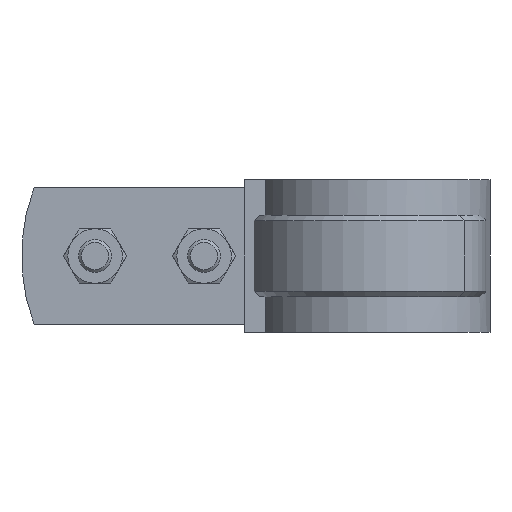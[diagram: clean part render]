
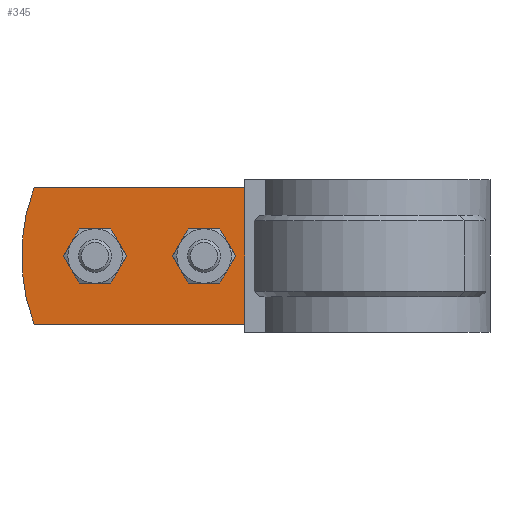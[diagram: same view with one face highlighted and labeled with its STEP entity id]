
A CAD part, left-side view. The second image highlights one B-rep face of the part: STEP entity #345.
In plain terms, the highlighted planar face has unit normal (-1, 0, 0).
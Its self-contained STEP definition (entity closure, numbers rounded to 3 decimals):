
#345 = ADVANCED_FACE( '', ( #571, #572, #573 ), #574, .F. );
#571 = FACE_BOUND( '', #1177, .T. );
#572 = FACE_BOUND( '', #1178, .T. );
#573 = FACE_OUTER_BOUND( '', #1179, .T. );
#574 = PLANE( '', #1180 );
#1177 = EDGE_LOOP( '', ( #2338 ) );
#1178 = EDGE_LOOP( '', ( #2339 ) );
#1179 = EDGE_LOOP( '', ( #2340, #2341, #2342, #2343, #2344, #2345 ) );
#1180 = AXIS2_PLACEMENT_3D( '', #2346, #2347, #2348 );
#2338 = ORIENTED_EDGE( '', *, *, #4094, .F. );
#2339 = ORIENTED_EDGE( '', *, *, #4087, .F. );
#2340 = ORIENTED_EDGE( '', *, *, #4019, .F. );
#2341 = ORIENTED_EDGE( '', *, *, #4078, .F. );
#2342 = ORIENTED_EDGE( '', *, *, #3993, .F. );
#2343 = ORIENTED_EDGE( '', *, *, #4095, .F. );
#2344 = ORIENTED_EDGE( '', *, *, #4096, .T. );
#2345 = ORIENTED_EDGE( '', *, *, #4097, .F. );
#2346 = CARTESIAN_POINT( '', ( -5.1, 64.944, 0. ) );
#2347 = DIRECTION( '', ( 1., 0., 0. ) );
#2348 = DIRECTION( '', ( 0., -1., 0. ) );
#3993 = EDGE_CURVE( '', #4514, #4517, #4518, .T. );
#4019 = EDGE_CURVE( '', #4562, #4564, #4565, .T. );
#4078 = EDGE_CURVE( '', #4517, #4562, #4664, .T. );
#4087 = EDGE_CURVE( '', #4674, #4674, #4675, .F. );
#4094 = EDGE_CURVE( '', #4686, #4686, #4687, .F. );
#4095 = EDGE_CURVE( '', #4688, #4514, #4689, .T. );
#4096 = EDGE_CURVE( '', #4688, #4690, #4691, .T. );
#4097 = EDGE_CURVE( '', #4564, #4690, #4692, .T. );
#4514 = VERTEX_POINT( '', #5485 );
#4517 = VERTEX_POINT( '', #5489 );
#4518 = LINE( '', #5490, #5491 );
#4562 = VERTEX_POINT( '', #5711 );
#4564 = VERTEX_POINT( '', #5726 );
#4565 = B_SPLINE_CURVE_WITH_KNOTS( '', 3, ( #5727, #5728, #5729, #5730, #5731, #5732, #5733, #5734, #5735, #5736, #5737, #5738, #5739, #5740, #5741, #5742 ), .UNSPECIFIED., .F., .F., ( 4, 2, 2, 2, 2, 2, 2, 4 ), ( 0., 0.002, 0.003, 0.004, 0.005, 0.006, 0.006, 0.007 ), .UNSPECIFIED. );
#4664 = LINE( '', #6262, #6263 );
#4674 = VERTEX_POINT( '', #6304 );
#4675 = CIRCLE( '', #6305, 3.5 );
#4686 = VERTEX_POINT( '', #6319 );
#4687 = CIRCLE( '', #6320, 3.5 );
#4688 = VERTEX_POINT( '', #6321 );
#4689 = CIRCLE( '', #6322, 35. );
#4690 = VERTEX_POINT( '', #6323 );
#4691 = LINE( '', #6324, #6325 );
#4692 = LINE( '', #6326, #6327 );
#5485 = CARTESIAN_POINT( '', ( -5.1, 62.636, 0. ) );
#5489 = CARTESIAN_POINT( '', ( -5.1, 19.442, 0. ) );
#5490 = CARTESIAN_POINT( '', ( -5.1, 64.944, 0. ) );
#5491 = VECTOR( '', #8056, 1000. );
#5711 = CARTESIAN_POINT( '', ( -5.1, 19.442, -8.97 ) );
#5726 = CARTESIAN_POINT( '', ( -5.1, 19.442, -16.03 ) );
#5727 = CARTESIAN_POINT( '', ( -5.1, 19.442, -8.97 ) );
#5728 = CARTESIAN_POINT( '', ( -5.1, 19.78, -9.499 ) );
#5729 = CARTESIAN_POINT( '', ( -5.1, 20.033, -10.061 ) );
#5730 = CARTESIAN_POINT( '', ( -5.1, 20.294, -10.951 ) );
#5731 = CARTESIAN_POINT( '', ( -5.1, 20.361, -11.258 ) );
#5732 = CARTESIAN_POINT( '', ( -5.1, 20.451, -11.875 ) );
#5733 = CARTESIAN_POINT( '', ( -5.1, 20.474, -12.184 ) );
#5734 = CARTESIAN_POINT( '', ( -5.1, 20.475, -12.802 ) );
#5735 = CARTESIAN_POINT( '', ( -5.1, 20.453, -13.112 ) );
#5736 = CARTESIAN_POINT( '', ( -5.1, 20.364, -13.731 ) );
#5737 = CARTESIAN_POINT( '', ( -5.1, 20.297, -14.037 ) );
#5738 = CARTESIAN_POINT( '', ( -5.1, 20.124, -14.632 ) );
#5739 = CARTESIAN_POINT( '', ( -5.1, 20.017, -14.922 ) );
#5740 = CARTESIAN_POINT( '', ( -5.1, 19.761, -15.489 ) );
#5741 = CARTESIAN_POINT( '', ( -5.1, 19.611, -15.766 ) );
#5742 = CARTESIAN_POINT( '', ( -5.1, 19.442, -16.03 ) );
#6262 = CARTESIAN_POINT( '', ( -5.1, 19.442, 0. ) );
#6263 = VECTOR( '', #8133, 1000. );
#6304 = CARTESIAN_POINT( '', ( -5.1, 34.944, -12.5 ) );
#6305 = AXIS2_PLACEMENT_3D( '', #8143, #8144, #8145 );
#6319 = CARTESIAN_POINT( '', ( -5.1, 54.944, -12.5 ) );
#6320 = AXIS2_PLACEMENT_3D( '', #8158, #8159, #8160 );
#6321 = CARTESIAN_POINT( '', ( -5.1, 62.636, -25. ) );
#6322 = AXIS2_PLACEMENT_3D( '', #8161, #8162, #8163 );
#6323 = CARTESIAN_POINT( '', ( -5.1, 19.442, -25. ) );
#6324 = CARTESIAN_POINT( '', ( -5.1, 64.944, -25. ) );
#6325 = VECTOR( '', #8164, 1000. );
#6326 = CARTESIAN_POINT( '', ( -5.1, 19.442, 0. ) );
#6327 = VECTOR( '', #8165, 1000. );
#8056 = DIRECTION( '', ( 0., -1., 0. ) );
#8133 = DIRECTION( '', ( 0., 0., -1. ) );
#8143 = CARTESIAN_POINT( '', ( -5.1, 31.444, -12.5 ) );
#8144 = DIRECTION( '', ( 1., 0., 0. ) );
#8145 = DIRECTION( '', ( 0., 1., 0. ) );
#8158 = CARTESIAN_POINT( '', ( -5.1, 51.444, -12.5 ) );
#8159 = DIRECTION( '', ( 1., 0., 0. ) );
#8160 = DIRECTION( '', ( 0., 1., 0. ) );
#8161 = CARTESIAN_POINT( '', ( -5.1, 29.944, -12.5 ) );
#8162 = DIRECTION( '', ( 1., 0., 0. ) );
#8163 = DIRECTION( '', ( 0., 1., 0. ) );
#8164 = DIRECTION( '', ( 0., -1., 0. ) );
#8165 = DIRECTION( '', ( 0., 0., -1. ) );
